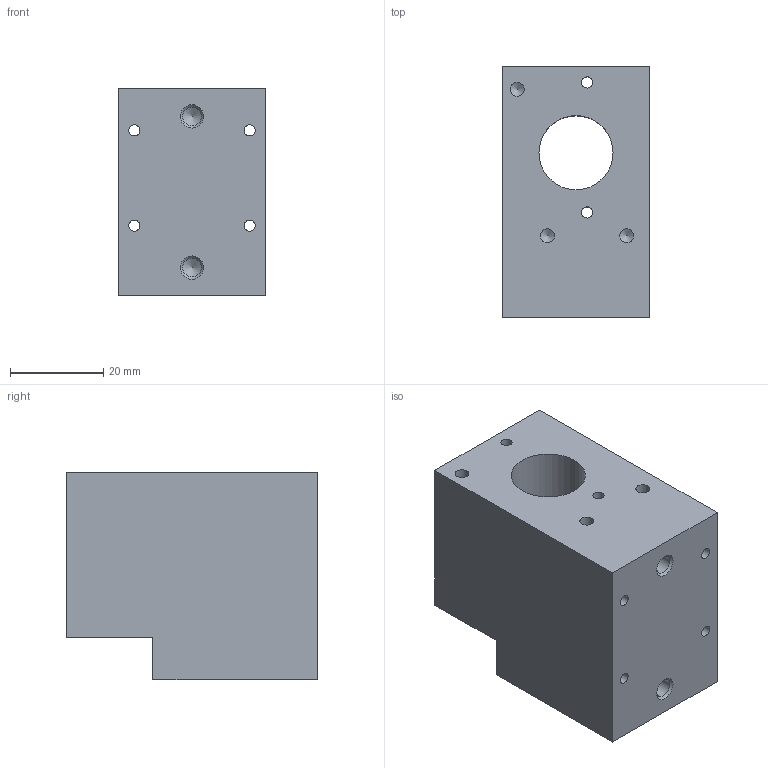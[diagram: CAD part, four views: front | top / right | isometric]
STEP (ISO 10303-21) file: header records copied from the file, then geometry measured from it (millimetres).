
FILE_DESCRIPTION(/* description */ ('ResGalvoMount_wobble'),/* implementation_level */ '2;1');
FILE_NAME(/* name */ 'ResGalvoMount_wobble.stp',/* time_stamp */ '2022-05-25T17:59:04-04:00',/* author */ ('kk4764'),/* organization */ (''),/* preprocessor_version */ 'ST-DEVELOPER v18.1',/* originating_system */ 'Autodesk Inventor 2022',/* authorisation */ '');
FILE_SCHEMA (('AUTOMOTIVE_DESIGN { 1 0 10303 214 3 1 1 }'));
Length unit declared in the file: millimetre
Products named in the file (1): J007515
Bounding box: 31.75 x 53.98 x 44.45 mm (x, y, z)
Volume: 58952.3 mm3; surface area: 16134.4 mm2
Topology: 1 solids, 1 shells, 44 faces, 101 edges, 64 vertices
Faces by surface type: cylinder 20, plane 15, cone 9
Full cylindrical faces by diameter (mm): 2.4 x6, 2.459 x2, 3 x3, 4 x2, 4.4 x6, 15.926 x1
Entity records: 1292 total; most frequent: DIRECTION 227, CARTESIAN_POINT 203, ORIENTED_EDGE 188, EDGE_CURVE 94, AXIS2_PLACEMENT_3D 88, EDGE_LOOP 70, VERTEX_POINT 64, LINE 51
